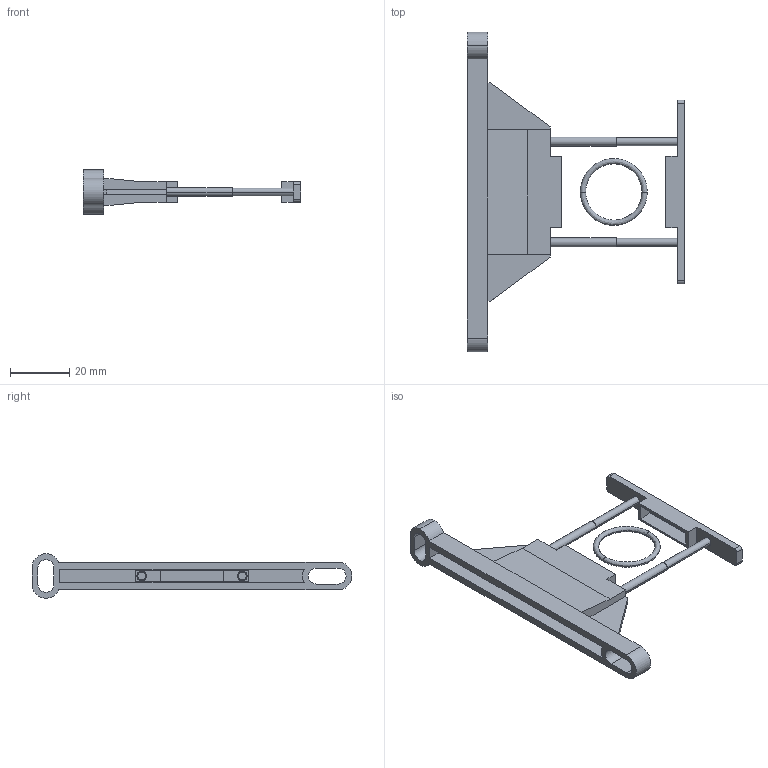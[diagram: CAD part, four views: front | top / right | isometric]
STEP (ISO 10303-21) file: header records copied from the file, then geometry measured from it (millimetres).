
FILE_DESCRIPTION (( 'STEP AP214' ), '1' );
FILE_NAME ('KN-KOP1W.STEP', '2018-08-28T09:26:57', ( '' ), ( '' ), 'SwSTEP 2.0', 'SolidWorks 2018', '' );
FILE_SCHEMA (( 'AUTOMOTIVE_DESIGN' ));
Length unit declared in the file: millimetre
Products named in the file (1): KN-KOP1W
Bounding box: 73.5 x 108 x 15 mm (x, y, z)
Volume: 11231.8 mm3; surface area: 12747.6 mm2
Topology: 5 solids, 5 shells, 170 faces, 402 edges, 246 vertices
Faces by surface type: plane 100, cylinder 50, cone 16, bspline 4
Entity records: 6826 total; most frequent: CARTESIAN_POINT 903, DIRECTION 844, ORIENTED_EDGE 804, EDGE_CURVE 402, AXIS2_PLACEMENT_3D 283, LINE 278, VECTOR 278, VERTEX_POINT 246
